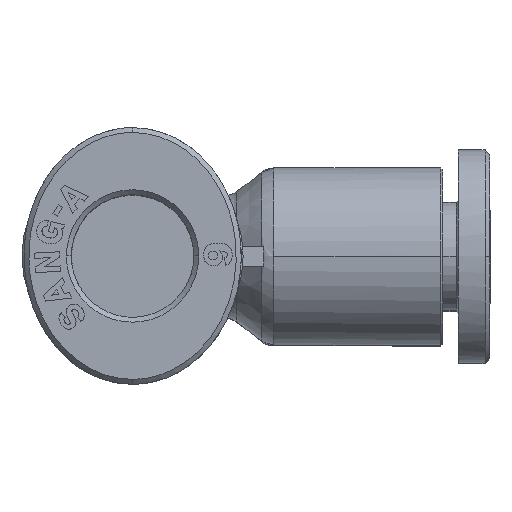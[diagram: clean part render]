
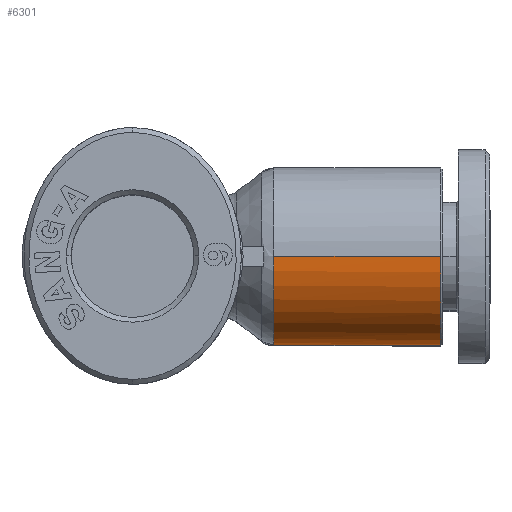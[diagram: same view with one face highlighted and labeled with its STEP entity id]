
A CAD part, top view. The second image highlights one B-rep face of the part: STEP entity #6301.
In plain terms, the highlighted cylindrical face has radius 4.5 mm (diameter 9 mm), a partial arc.
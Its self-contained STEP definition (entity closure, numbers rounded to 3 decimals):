
#149 = CARTESIAN_POINT ( 'NONE',  ( -0.4, 0., 16.75 ) ) ;
#3725 = CIRCLE ( 'NONE', #31796, 4.5 ) ;
#4065 = CARTESIAN_POINT ( 'NONE',  ( -9.4, 0., 11.8 ) ) ;
#4100 = CARTESIAN_POINT ( 'NONE',  ( -0.428, -0.5, 8.293 ) ) ;
#5360 = VECTOR ( 'NONE', #41335, 1000. ) ;
#5826 = CIRCLE ( 'NONE', #31670, 4.5 ) ;
#6301 = ADVANCED_FACE ( 'NONE', ( #41358 ), #30905, .T. ) ;
#7141 = VERTEX_POINT ( 'NONE', #36608 ) ;
#9541 = EDGE_CURVE ( 'NONE', #7141, #37177, #5826, .T. ) ;
#9840 = DIRECTION ( 'NONE',  ( 0., 0., 1. ) ) ;
#10254 = CARTESIAN_POINT ( 'NONE',  ( -0.428, -0.5, 9.397 ) ) ;
#10551 = ORIENTED_EDGE ( 'NONE', *, *, #41924, .F. ) ;
#11174 = CARTESIAN_POINT ( 'NONE',  ( -9.4, 0., 16.75 ) ) ;
#13063 = CARTESIAN_POINT ( 'NONE',  ( -4.9, 0., 15.65 ) ) ;
#13704 = EDGE_CURVE ( 'NONE', #33323, #41308, #3725, .T. ) ;
#14943 = ORIENTED_EDGE ( 'NONE', *, *, #25094, .T. ) ;
#15088 = ORIENTED_EDGE ( 'NONE', *, *, #9541, .T. ) ;
#15183 = AXIS2_PLACEMENT_3D ( 'NONE', #21588, #29250, #48981 ) ;
#18909 = VERTEX_POINT ( 'NONE', #11174 ) ;
#20058 = DIRECTION ( 'NONE',  ( 1., 0., 0. ) ) ;
#20061 = EDGE_CURVE ( 'NONE', #41308, #7141, #31463, .T. ) ;
#21588 = CARTESIAN_POINT ( 'NONE',  ( -4.9, 0., 16.75 ) ) ;
#23257 = CIRCLE ( 'NONE', #15183, 4.5 ) ;
#25094 = EDGE_CURVE ( 'NONE', #39942, #18909, #23257, .T. ) ;
#25268 = DIRECTION ( 'NONE',  ( 1., 0., 0. ) ) ;
#27334 = DIRECTION ( 'NONE',  ( 1., 0., 0. ) ) ;
#27712 = DIRECTION ( 'NONE',  ( 0., 0., 1. ) ) ;
#28033 = CARTESIAN_POINT ( 'NONE',  ( -4.9, 0., 8.293 ) ) ;
#29250 = DIRECTION ( 'NONE',  ( 0., 0., -1. ) ) ;
#30715 = ORIENTED_EDGE ( 'NONE', *, *, #40731, .T. ) ;
#30905 = CYLINDRICAL_SURFACE ( 'NONE', #45783, 4.5 ) ;
#31463 = LINE ( 'NONE', #10254, #5360 ) ;
#31670 = AXIS2_PLACEMENT_3D ( 'NONE', #13063, #9840, #25268 ) ;
#31796 = AXIS2_PLACEMENT_3D ( 'NONE', #28033, #32987, #20058 ) ;
#32987 = DIRECTION ( 'NONE',  ( 0., 0., 1. ) ) ;
#33323 = VERTEX_POINT ( 'NONE', #37418 ) ;
#34474 = DIRECTION ( 'NONE',  ( 0., 0., 1. ) ) ;
#35175 = VECTOR ( 'NONE', #43278, 1000. ) ;
#36608 = CARTESIAN_POINT ( 'NONE',  ( -0.428, -0.5, 15.65 ) ) ;
#37177 = VERTEX_POINT ( 'NONE', #47832 ) ;
#37418 = CARTESIAN_POINT ( 'NONE',  ( -9.4, 0., 8.293 ) ) ;
#38753 = CARTESIAN_POINT ( 'NONE',  ( -4.9, 0., 11.8 ) ) ;
#38981 = VECTOR ( 'NONE', #27712, 1000. ) ;
#39137 = ORIENTED_EDGE ( 'NONE', *, *, #20061, .T. ) ;
#39575 = EDGE_LOOP ( 'NONE', ( #10551, #41862, #39137, #15088, #30715, #14943 ) ) ;
#39595 = LINE ( 'NONE', #43019, #38981 ) ;
#39942 = VERTEX_POINT ( 'NONE', #149 ) ;
#40731 = EDGE_CURVE ( 'NONE', #37177, #39942, #39595, .T. ) ;
#41308 = VERTEX_POINT ( 'NONE', #4100 ) ;
#41335 = DIRECTION ( 'NONE',  ( 0., 0., 1. ) ) ;
#41358 = FACE_OUTER_BOUND ( 'NONE', #39575, .T. ) ;
#41862 = ORIENTED_EDGE ( 'NONE', *, *, #13704, .T. ) ;
#41924 = EDGE_CURVE ( 'NONE', #33323, #18909, #44976, .T. ) ;
#43019 = CARTESIAN_POINT ( 'NONE',  ( -0.4, 0., 11.8 ) ) ;
#43278 = DIRECTION ( 'NONE',  ( 0., 0., 1. ) ) ;
#44976 = LINE ( 'NONE', #4065, #35175 ) ;
#45783 = AXIS2_PLACEMENT_3D ( 'NONE', #38753, #34474, #27334 ) ;
#47832 = CARTESIAN_POINT ( 'NONE',  ( -0.4, 0., 15.65 ) ) ;
#48981 = DIRECTION ( 'NONE',  ( 1., 0., 0. ) ) ;
